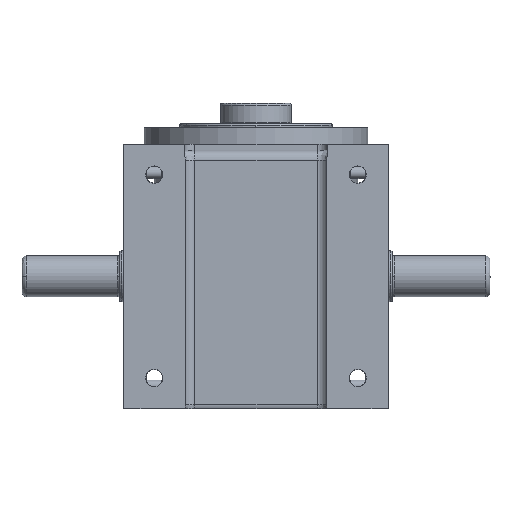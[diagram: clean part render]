
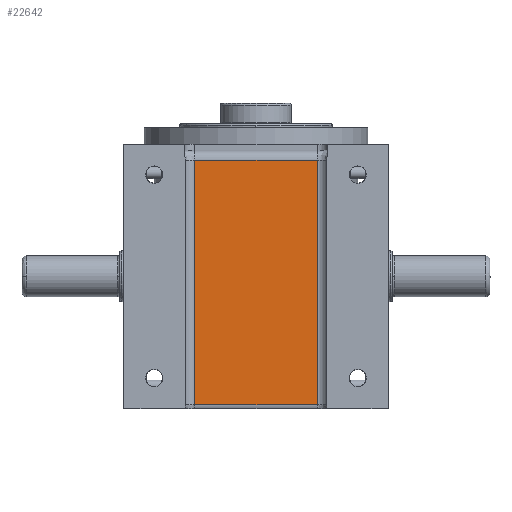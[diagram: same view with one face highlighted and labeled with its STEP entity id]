
A CAD part, front view. The second image highlights one B-rep face of the part: STEP entity #22642.
In plain terms, the highlighted planar face has unit normal (0, 1, 0).
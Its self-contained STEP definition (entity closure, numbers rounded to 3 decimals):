
#106 = VECTOR ( 'NONE', #16793, 1000. ) ;
#492 = DIRECTION ( 'NONE',  ( 1., 0., 0. ) ) ;
#918 = LINE ( 'NONE', #14264, #106 ) ;
#2821 = LINE ( 'NONE', #9671, #9632 ) ;
#4703 = ORIENTED_EDGE ( 'NONE', *, *, #21270, .F. ) ;
#5160 = ORIENTED_EDGE ( 'NONE', *, *, #27573, .T. ) ;
#6458 = ORIENTED_EDGE ( 'NONE', *, *, #32270, .T. ) ;
#9226 = CARTESIAN_POINT ( 'NONE',  ( 30., 6., -63. ) ) ;
#9632 = VECTOR ( 'NONE', #27311, 1000. ) ;
#9671 = CARTESIAN_POINT ( 'NONE',  ( -30., 6., -3. ) ) ;
#10627 = VERTEX_POINT ( 'NONE', #25340 ) ;
#10681 = CARTESIAN_POINT ( 'NONE',  ( 0., 6., 57. ) ) ;
#10775 = VECTOR ( 'NONE', #492, 1000. ) ;
#11866 = DIRECTION ( 'NONE',  ( -1., 0., 0. ) ) ;
#13212 = CARTESIAN_POINT ( 'NONE',  ( 0., 6., -63. ) ) ;
#14264 = CARTESIAN_POINT ( 'NONE',  ( 30., 6., -3. ) ) ;
#14858 = AXIS2_PLACEMENT_3D ( 'NONE', #9226, #27072, #11866 ) ;
#15447 = VECTOR ( 'NONE', #15729, 1000. ) ;
#15729 = DIRECTION ( 'NONE',  ( 1., 0., 0. ) ) ;
#16793 = DIRECTION ( 'NONE',  ( 0., 0., -1. ) ) ;
#17473 = LINE ( 'NONE', #10681, #10775 ) ;
#17978 = EDGE_LOOP ( 'NONE', ( #4703, #26373, #5160, #6458 ) ) ;
#18165 = FACE_OUTER_BOUND ( 'NONE', #17978, .T. ) ;
#19412 = VERTEX_POINT ( 'NONE', #27092 ) ;
#19504 = EDGE_CURVE ( 'NONE', #10627, #30158, #2821, .T. ) ;
#20965 = VERTEX_POINT ( 'NONE', #26968 ) ;
#21270 = EDGE_CURVE ( 'NONE', #10627, #20965, #28972, .T. ) ;
#22642 = ADVANCED_FACE ( 'NONE', ( #18165 ), #24528, .T. ) ;
#24528 = PLANE ( 'NONE',  #14858 ) ;
#25340 = CARTESIAN_POINT ( 'NONE',  ( -30., 6., -63. ) ) ;
#26373 = ORIENTED_EDGE ( 'NONE', *, *, #19504, .T. ) ;
#26968 = CARTESIAN_POINT ( 'NONE',  ( 30., 6., -63. ) ) ;
#27072 = DIRECTION ( 'NONE',  ( 0., 1., 0. ) ) ;
#27092 = CARTESIAN_POINT ( 'NONE',  ( 30., 6., 57. ) ) ;
#27311 = DIRECTION ( 'NONE',  ( 0., 0., 1. ) ) ;
#27573 = EDGE_CURVE ( 'NONE', #30158, #19412, #17473, .T. ) ;
#28972 = LINE ( 'NONE', #13212, #15447 ) ;
#29433 = CARTESIAN_POINT ( 'NONE',  ( -30., 6., 57. ) ) ;
#30158 = VERTEX_POINT ( 'NONE', #29433 ) ;
#32270 = EDGE_CURVE ( 'NONE', #19412, #20965, #918, .T. ) ;
